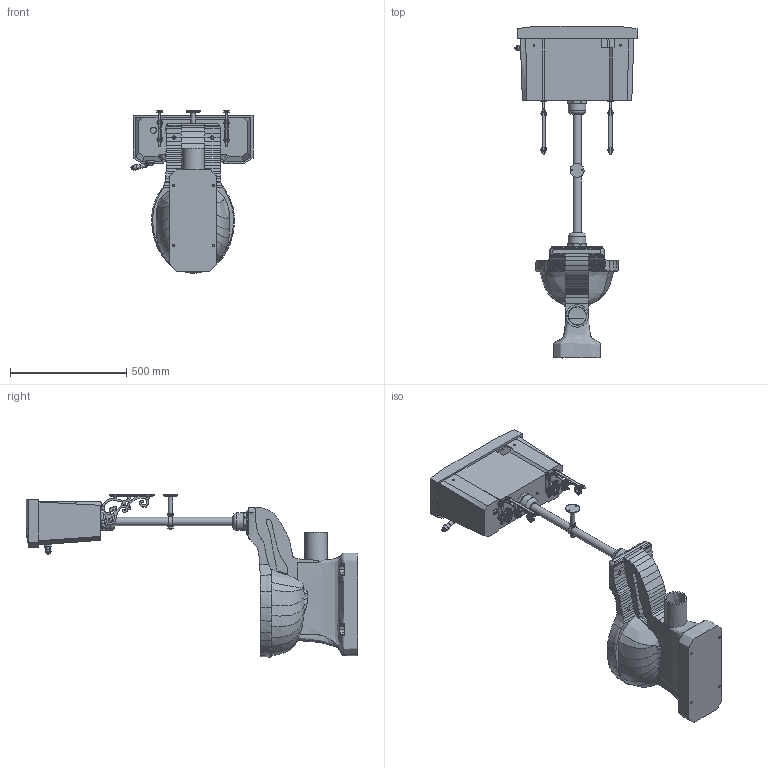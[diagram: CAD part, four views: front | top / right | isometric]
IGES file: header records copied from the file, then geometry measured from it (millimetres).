
Global section: file name: P5_C1_T33 CHR; native system: AutoCAD 2015 - English; preprocessor: Autodesk Translation Framework DWG producer (atf_dwg_producer); organization: unknown; date: 20200916.094913; units: millimetre
Bounding box: 524.2 x 1425 x 697.16 mm (x, y, z)
Volume: 25481586.2 mm3; surface area: 2922340.9 mm2
Topology: 103 solids, 103 shells, 4321 faces, 12452 edges, 8326 vertices
Faces by surface type: bspline 4321
